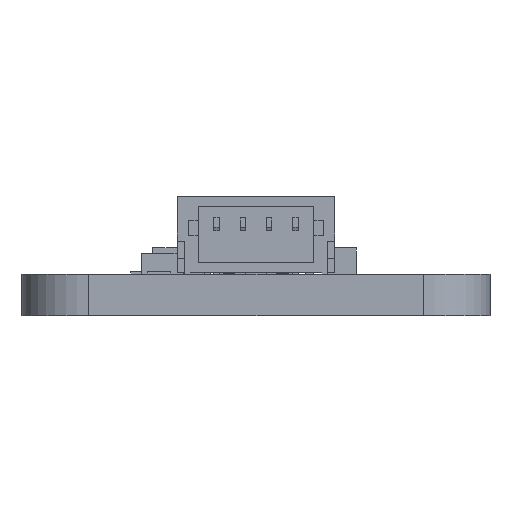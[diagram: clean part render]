
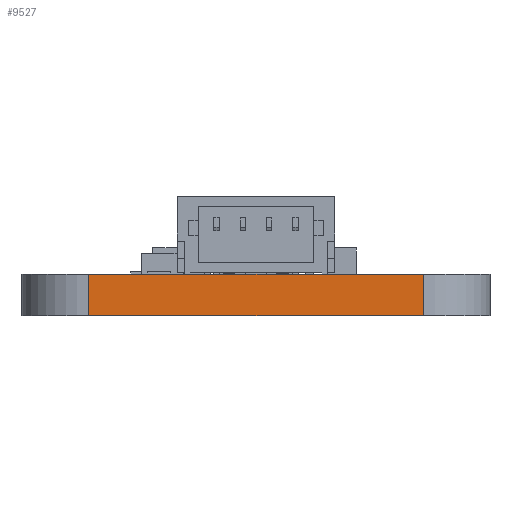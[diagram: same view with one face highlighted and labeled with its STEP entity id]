
A CAD part, left-side view. The second image highlights one B-rep face of the part: STEP entity #9527.
In plain terms, the highlighted planar face has unit normal (-1, 0, 0).
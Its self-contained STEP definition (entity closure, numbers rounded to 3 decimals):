
#191=PLANE('',#10215);
#614=FACE_OUTER_BOUND('',#1120,.T.);
#1120=EDGE_LOOP('',(#6430,#6431,#6432,#6433));
#1703=LINE('',#13650,#2820);
#1704=LINE('',#13653,#2821);
#1705=LINE('',#13655,#2822);
#1706=LINE('',#13656,#2823);
#2820=VECTOR('',#11084,10.);
#2821=VECTOR('',#11087,10.);
#2822=VECTOR('',#11088,10.);
#2823=VECTOR('',#11089,10.);
#4175=VERTEX_POINT('',#13646);
#4176=VERTEX_POINT('',#13648);
#4177=VERTEX_POINT('',#13652);
#4178=VERTEX_POINT('',#13654);
#5069=EDGE_CURVE('',#4175,#4176,#1703,.T.);
#5070=EDGE_CURVE('',#4177,#4175,#1704,.T.);
#5071=EDGE_CURVE('',#4178,#4176,#1705,.T.);
#5072=EDGE_CURVE('',#4177,#4178,#1706,.T.);
#6430=ORIENTED_EDGE('',*,*,#5070,.T.);
#6431=ORIENTED_EDGE('',*,*,#5069,.T.);
#6432=ORIENTED_EDGE('',*,*,#5071,.F.);
#6433=ORIENTED_EDGE('',*,*,#5072,.F.);
#9527=ADVANCED_FACE('',(#614),#191,.T.);
#10215=AXIS2_PLACEMENT_3D('',#13651,#11085,#11086);
#11084=DIRECTION('',(0.,0.,1.));
#11085=DIRECTION('center_axis',(-1.,0.,0.));
#11086=DIRECTION('ref_axis',(0.,-1.,0.));
#11087=DIRECTION('',(0.,-1.,0.));
#11088=DIRECTION('',(0.,-1.,0.));
#11089=DIRECTION('',(0.,0.,1.));
#13646=CARTESIAN_POINT('',(0.,2.54,0.));
#13648=CARTESIAN_POINT('',(0.,2.54,1.57));
#13650=CARTESIAN_POINT('',(0.,2.54,0.));
#13651=CARTESIAN_POINT('Origin',(0.,15.24,0.));
#13652=CARTESIAN_POINT('',(0.,15.24,0.));
#13653=CARTESIAN_POINT('',(0.,15.24,0.));
#13654=CARTESIAN_POINT('',(0.,15.24,1.57));
#13655=CARTESIAN_POINT('',(0.,15.24,1.57));
#13656=CARTESIAN_POINT('',(0.,15.24,0.));
